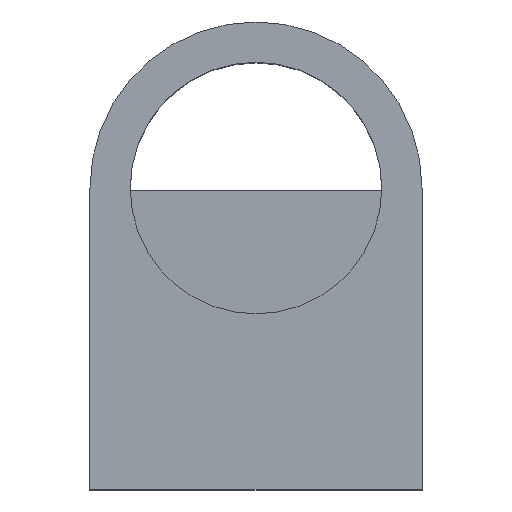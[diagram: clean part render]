
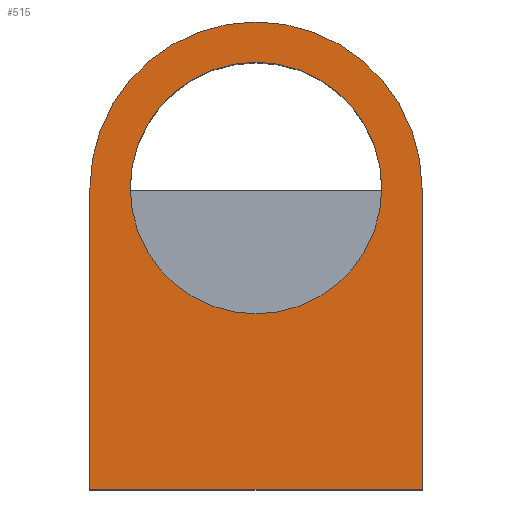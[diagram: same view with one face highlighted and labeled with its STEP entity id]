
A CAD part, top view. The second image highlights one B-rep face of the part: STEP entity #515.
In plain terms, the highlighted planar face has unit normal (0, 0, 1).
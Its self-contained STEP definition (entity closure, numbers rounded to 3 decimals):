
#22=FACE_BOUND('',#104,.T.);
#67=FACE_OUTER_BOUND('',#103,.T.);
#103=EDGE_LOOP('',(#463,#464,#465,#466));
#104=EDGE_LOOP('',(#467));
#130=LINE('',#997,#175);
#147=LINE('',#1039,#192);
#149=LINE('',#1042,#194);
#175=VECTOR('',#686,10.);
#192=VECTOR('',#727,10.);
#194=VECTOR('',#731,10.);
#214=CIRCLE('',#580,5.);
#216=CIRCLE('',#583,6.6);
#247=VERTEX_POINT('',#995);
#248=VERTEX_POINT('',#996);
#257=VERTEX_POINT('',#1021);
#258=VERTEX_POINT('',#1026);
#259=VERTEX_POINT('',#1028);
#306=EDGE_CURVE('',#247,#248,#130,.T.);
#319=EDGE_CURVE('',#257,#257,#214,.T.);
#323=EDGE_CURVE('',#259,#258,#216,.T.);
#328=EDGE_CURVE('',#247,#259,#147,.T.);
#330=EDGE_CURVE('',#258,#248,#149,.T.);
#463=ORIENTED_EDGE('',*,*,#330,.T.);
#464=ORIENTED_EDGE('',*,*,#306,.F.);
#465=ORIENTED_EDGE('',*,*,#328,.T.);
#466=ORIENTED_EDGE('',*,*,#323,.T.);
#467=ORIENTED_EDGE('',*,*,#319,.T.);
#486=PLANE('',#588);
#515=ADVANCED_FACE('',(#67,#22),#486,.T.);
#580=AXIS2_PLACEMENT_3D('',#1022,#707,#708);
#583=AXIS2_PLACEMENT_3D('',#1029,#715,#716);
#588=AXIS2_PLACEMENT_3D('',#1044,#733,#734);
#686=DIRECTION('',(-1.,0.,0.));
#707=DIRECTION('center_axis',(0.,0.,-1.));
#708=DIRECTION('ref_axis',(-1.,0.,0.));
#715=DIRECTION('center_axis',(0.,0.,1.));
#716=DIRECTION('ref_axis',(1.,0.,0.));
#727=DIRECTION('',(0.,1.,0.));
#731=DIRECTION('',(0.,-1.,0.));
#733=DIRECTION('center_axis',(0.,0.,1.));
#734=DIRECTION('ref_axis',(1.,0.,0.));
#995=CARTESIAN_POINT('',(6.6,-12.,0.));
#996=CARTESIAN_POINT('',(-6.6,-12.,0.));
#997=CARTESIAN_POINT('',(6.6,-12.,0.));
#1021=CARTESIAN_POINT('',(5.,0.,0.));
#1022=CARTESIAN_POINT('Origin',(0.,0.,0.));
#1026=CARTESIAN_POINT('',(-6.6,0.,0.));
#1028=CARTESIAN_POINT('',(6.6,0.,0.));
#1029=CARTESIAN_POINT('Origin',(0.,0.,0.));
#1039=CARTESIAN_POINT('',(6.6,-10.,0.));
#1042=CARTESIAN_POINT('',(-6.6,0.,0.));
#1044=CARTESIAN_POINT('Origin',(0.,-6.099,
0.));
